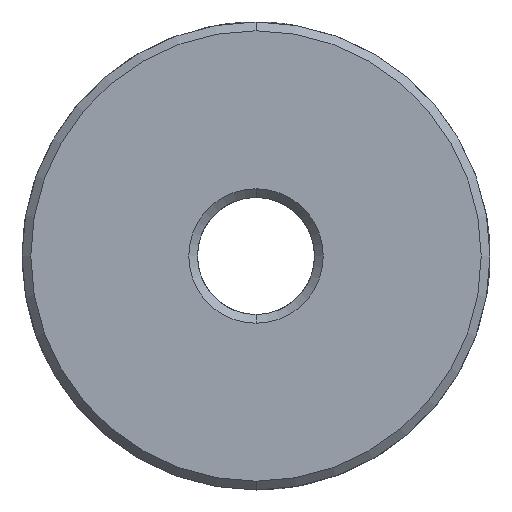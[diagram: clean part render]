
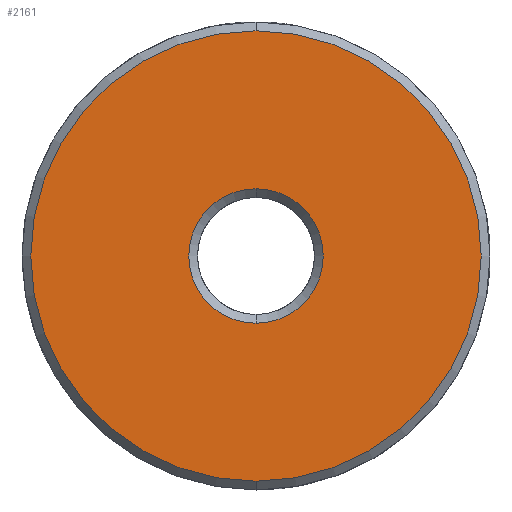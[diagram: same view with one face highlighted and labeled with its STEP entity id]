
A CAD part, front view. The second image highlights one B-rep face of the part: STEP entity #2161.
In plain terms, the highlighted planar face has unit normal (0, -1, 0).
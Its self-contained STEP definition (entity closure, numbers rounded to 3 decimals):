
#132 = ORIENTED_EDGE ( 'NONE', *, *, #911, .T. ) ;
#203 = VERTEX_POINT ( 'NONE', #2278 ) ;
#296 = CARTESIAN_POINT ( 'NONE',  ( 0., -11.5, 0. ) ) ;
#400 = CARTESIAN_POINT ( 'NONE',  ( 0., -11.5, -2.3 ) ) ;
#428 = CIRCLE ( 'NONE', #2338, 7.7 ) ;
#477 = CIRCLE ( 'NONE', #1693, 2.3 ) ;
#492 = DIRECTION ( 'NONE',  ( 0., 0., 1. ) ) ;
#494 = EDGE_LOOP ( 'NONE', ( #1458, #132 ) ) ;
#566 = DIRECTION ( 'NONE',  ( 0., -1., 0. ) ) ;
#627 = AXIS2_PLACEMENT_3D ( 'NONE', #1770, #566, #1953 ) ;
#901 = CARTESIAN_POINT ( 'NONE',  ( 0., -11.5, 0. ) ) ;
#911 = EDGE_CURVE ( 'NONE', #1815, #203, #1225, .T. ) ;
#991 = DIRECTION ( 'NONE',  ( 0., 1., 0. ) ) ;
#1074 = CARTESIAN_POINT ( 'NONE',  ( 0., -11.5, -7.7 ) ) ;
#1082 = CARTESIAN_POINT ( 'NONE',  ( 0., -11.5, 0. ) ) ;
#1097 = CARTESIAN_POINT ( 'NONE',  ( 0., -11.5, 2.3 ) ) ;
#1110 = DIRECTION ( 'NONE',  ( 0., 0., 1. ) ) ;
#1112 = FACE_BOUND ( 'NONE', #1489, .T. ) ;
#1225 = CIRCLE ( 'NONE', #627, 7.7 ) ;
#1281 = DIRECTION ( 'NONE',  ( 0., 0., 1. ) ) ;
#1452 = FACE_OUTER_BOUND ( 'NONE', #494, .T. ) ;
#1458 = ORIENTED_EDGE ( 'NONE', *, *, #2429, .T. ) ;
#1489 = EDGE_LOOP ( 'NONE', ( #1914, #1732 ) ) ;
#1558 = CIRCLE ( 'NONE', #1829, 2.3 ) ;
#1691 = DIRECTION ( 'NONE',  ( 0., 1., 0. ) ) ;
#1693 = AXIS2_PLACEMENT_3D ( 'NONE', #296, #1691, #492 ) ;
#1732 = ORIENTED_EDGE ( 'NONE', *, *, #2390, .T. ) ;
#1770 = CARTESIAN_POINT ( 'NONE',  ( 0., -11.5, 0. ) ) ;
#1815 = VERTEX_POINT ( 'NONE', #1074 ) ;
#1829 = AXIS2_PLACEMENT_3D ( 'NONE', #1082, #2437, #1281 ) ;
#1894 = VERTEX_POINT ( 'NONE', #1097 ) ;
#1914 = ORIENTED_EDGE ( 'NONE', *, *, #2358, .T. ) ;
#1953 = DIRECTION ( 'NONE',  ( 0., 0., 1. ) ) ;
#2096 = VERTEX_POINT ( 'NONE', #400 ) ;
#2161 = ADVANCED_FACE ( 'NONE', ( #1112, #1452 ), #2348, .F. ) ;
#2172 = CARTESIAN_POINT ( 'NONE',  ( 0., -11.5, 0. ) ) ;
#2277 = DIRECTION ( 'NONE',  ( 0., -1., 0. ) ) ;
#2278 = CARTESIAN_POINT ( 'NONE',  ( 0., -11.5, 7.7 ) ) ;
#2338 = AXIS2_PLACEMENT_3D ( 'NONE', #901, #2277, #1110 ) ;
#2348 = PLANE ( 'NONE',  #2520 ) ;
#2355 = DIRECTION ( 'NONE',  ( 0., 0., 1. ) ) ;
#2358 = EDGE_CURVE ( 'NONE', #2096, #1894, #1558, .T. ) ;
#2390 = EDGE_CURVE ( 'NONE', #1894, #2096, #477, .T. ) ;
#2429 = EDGE_CURVE ( 'NONE', #203, #1815, #428, .T. ) ;
#2437 = DIRECTION ( 'NONE',  ( 0., 1., 0. ) ) ;
#2520 = AXIS2_PLACEMENT_3D ( 'NONE', #2172, #991, #2355 ) ;
